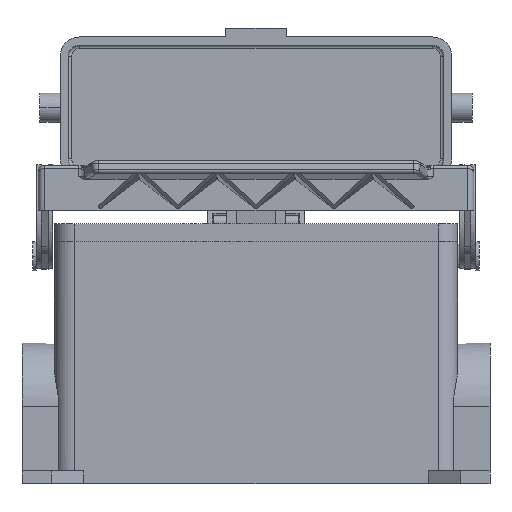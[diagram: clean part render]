
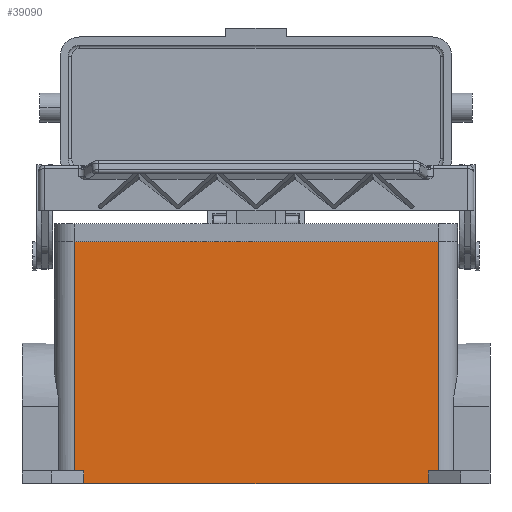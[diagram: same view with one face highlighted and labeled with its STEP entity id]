
A CAD part, front view. The second image highlights one B-rep face of the part: STEP entity #39090.
In plain terms, the highlighted planar face has unit normal (0, -1, 0).
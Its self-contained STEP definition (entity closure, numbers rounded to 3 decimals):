
#9480=CARTESIAN_POINT('',(-53.,-21.75,-51.));
#9490=VERTEX_POINT('',#9480);
#9520=CARTESIAN_POINT('',(53.,-21.75,-51.));
#9530=DIRECTION('',(-1.,0.,0.));
#9540=VECTOR('',#9530,106.);
#9550=LINE('',#9520,#9540);
#9560=CARTESIAN_POINT('',(53.,-21.75,-51.));
#9570=VERTEX_POINT('',#9560);
#9580=EDGE_CURVE('',#9570,#9490,#9550,.T.);
#21720=CARTESIAN_POINT('',(-56.,-21.75,-47.));
#21730=VERTEX_POINT('',#21720);
#21760=CARTESIAN_POINT('',(-53.,-21.75,-47.));
#21770=DIRECTION('',(-1.,0.,0.));
#21780=VECTOR('',#21770,3.);
#21790=LINE('',#21760,#21780);
#21800=CARTESIAN_POINT('',(-53.,-21.75,-47.));
#21810=VERTEX_POINT('',#21800);
#21820=EDGE_CURVE('',#21810,#21730,#21790,.T.);
#38560=CARTESIAN_POINT('',(3.918,-21.75,15.));
#38570=DIRECTION('',(0.,1.,0.));
#38580=DIRECTION('',(0.,0.,1.));
#38590=AXIS2_PLACEMENT_3D('',#38560,#38570,#38580);
#38600=PLANE('',#38590);
#38610=ORIENTED_EDGE('',*,*,#21820,.F.);
#38620=CARTESIAN_POINT('',(-56.,-21.75,-47.));
#38630=DIRECTION('',(0.,0.,1.));
#38640=VECTOR('',#38630,70.5);
#38650=LINE('',#38620,#38640);
#38660=CARTESIAN_POINT('',(-56.,-21.75,23.5));
#38670=VERTEX_POINT('',#38660);
#38680=EDGE_CURVE('',#21730,#38670,#38650,.T.);
#38690=ORIENTED_EDGE('',*,*,#38680,.F.);
#38700=CARTESIAN_POINT('',(0.,-21.75,23.5));
#38710=DIRECTION('',(-1.,0.,0.));
#38720=VECTOR('',#38710,1.);
#38730=LINE('',#38700,#38720);
#38740=CARTESIAN_POINT('',(56.,-21.75,23.5));
#38750=VERTEX_POINT('',#38740);
#38760=EDGE_CURVE('',#38750,#38670,#38730,.T.);
#38770=ORIENTED_EDGE('',*,*,#38760,.T.);
#38780=CARTESIAN_POINT('',(56.,-21.75,-47.));
#38790=DIRECTION('',(0.,0.,1.));
#38800=VECTOR('',#38790,70.5);
#38810=LINE('',#38780,#38800);
#38820=CARTESIAN_POINT('',(56.,-21.75,-47.));
#38830=VERTEX_POINT('',#38820);
#38840=EDGE_CURVE('',#38830,#38750,#38810,.T.);
#38850=ORIENTED_EDGE('',*,*,#38840,.T.);
#38860=CARTESIAN_POINT('',(56.,-21.75,-47.));
#38870=DIRECTION('',(-1.,0.,0.));
#38880=VECTOR('',#38870,3.);
#38890=LINE('',#38860,#38880);
#38900=CARTESIAN_POINT('',(53.,-21.75,-47.));
#38910=VERTEX_POINT('',#38900);
#38920=EDGE_CURVE('',#38830,#38910,#38890,.T.);
#38930=ORIENTED_EDGE('',*,*,#38920,.F.);
#38940=CARTESIAN_POINT('',(53.,-21.75,-51.));
#38950=DIRECTION('',(0.,0.,1.));
#38960=VECTOR('',#38950,4.);
#38970=LINE('',#38940,#38960);
#38980=EDGE_CURVE('',#9570,#38910,#38970,.T.);
#38990=ORIENTED_EDGE('',*,*,#38980,.T.);
#39000=ORIENTED_EDGE('',*,*,#9580,.F.);
#39010=CARTESIAN_POINT('',(-53.,-21.75,-51.));
#39020=DIRECTION('',(0.,0.,1.));
#39030=VECTOR('',#39020,4.);
#39040=LINE('',#39010,#39030);
#39050=EDGE_CURVE('',#9490,#21810,#39040,.T.);
#39060=ORIENTED_EDGE('',*,*,#39050,.F.);
#39070=EDGE_LOOP('',(#39060,#39000,#38990,#38930,#38850,#38770,#38690,
#38610));
#39080=FACE_OUTER_BOUND('',#39070,.T.);
#39090=ADVANCED_FACE('',(#39080),#38600,.F.);
